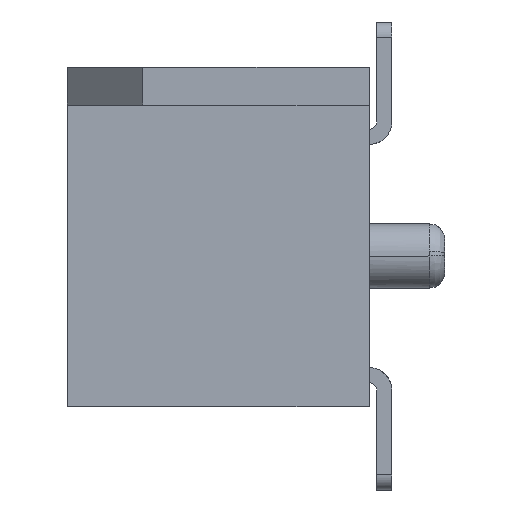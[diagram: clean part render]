
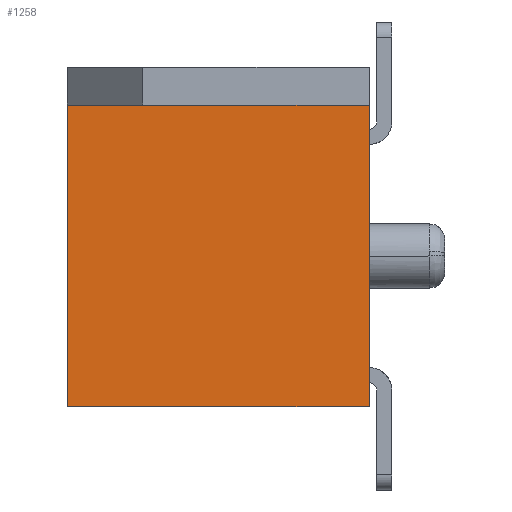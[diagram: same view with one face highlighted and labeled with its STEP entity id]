
A CAD part, left-side view. The second image highlights one B-rep face of the part: STEP entity #1258.
In plain terms, the highlighted planar face has unit normal (-1, 0, 0).
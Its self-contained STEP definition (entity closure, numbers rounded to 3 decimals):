
#1188=CARTESIAN_POINT('',(8.,3.,-2.25));
#1189=DIRECTION('',(0.,0.,1.));
#1190=DIRECTION('',(-1.,0.,0.));
#1191=AXIS2_PLACEMENT_3D('',#1188,#1190,#1189);
#1192=PLANE('',#1191);
#1193=CARTESIAN_POINT('',(8.,5.,-0.25));
#1194=VERTEX_POINT('',#1193);
#1195=CARTESIAN_POINT('',(8.,5.,-4.25));
#1196=VERTEX_POINT('',#1195);
#1197=CARTESIAN_POINT('',(8.,5.,-0.25));
#1198=CARTESIAN_POINT('',(8.,5.,-1.05));
#1199=CARTESIAN_POINT('',(8.,5.,-1.85));
#1200=CARTESIAN_POINT('',(8.,5.,-2.65));
#1201=CARTESIAN_POINT('',(8.,5.,-3.45));
#1202=CARTESIAN_POINT('',(8.,5.,-4.25));
#1203=B_SPLINE_CURVE_WITH_KNOTS('',5,(#1197,#1198,#1199,#1200,#1201,#1202),.UNSPECIFIED.,.F.,.U.,(6,6),(0.,4.),.UNSPECIFIED.);
#1204=EDGE_CURVE('',#1194,#1196,#1203,.T.);
#1205=ORIENTED_EDGE('',*,*,#1204,.T.);
#1206=CARTESIAN_POINT('',(8.,1.,-4.25));
#1207=VERTEX_POINT('',#1206);
#1208=CARTESIAN_POINT('',(8.,5.,-4.25));
#1209=CARTESIAN_POINT('',(8.,4.2,-4.25));
#1210=CARTESIAN_POINT('',(8.,3.4,-4.25));
#1211=CARTESIAN_POINT('',(8.,2.6,-4.25));
#1212=CARTESIAN_POINT('',(8.,1.8,-4.25));
#1213=CARTESIAN_POINT('',(8.,1.,-4.25));
#1214=B_SPLINE_CURVE_WITH_KNOTS('',5,(#1208,#1209,#1210,#1211,#1212,#1213),.UNSPECIFIED.,.F.,.U.,(6,6),(0.,4.),.UNSPECIFIED.);
#1215=EDGE_CURVE('',#1196,#1207,#1214,.T.);
#1216=ORIENTED_EDGE('',*,*,#1215,.T.);
#1217=CARTESIAN_POINT('',(8.,1.,-4.075));
#1218=VERTEX_POINT('',#1217);
#1219=CARTESIAN_POINT('',(8.,1.,-4.25));
#1220=CARTESIAN_POINT('',(8.,1.,-4.215));
#1221=CARTESIAN_POINT('',(8.,1.,-4.18));
#1222=CARTESIAN_POINT('',(8.,1.,-4.145));
#1223=CARTESIAN_POINT('',(8.,1.,-4.11));
#1224=CARTESIAN_POINT('',(8.,1.,-4.075));
#1225=B_SPLINE_CURVE_WITH_KNOTS('',5,(#1219,#1220,#1221,#1222,#1223,#1224),.UNSPECIFIED.,.F.,.U.,(6,6),(0.,0.175),.UNSPECIFIED.);
#1226=EDGE_CURVE('',#1207,#1218,#1225,.T.);
#1227=ORIENTED_EDGE('',*,*,#1226,.T.);
#1228=CARTESIAN_POINT('',(8.,1.,-0.425));
#1229=VERTEX_POINT('',#1228);
#1230=CARTESIAN_POINT('',(8.,1.,-0.425));
#1231=DIRECTION('',(0.,0.,-1.));
#1232=VECTOR('',#1231,3.65);
#1233=LINE('',#1230,#1232);
#1234=EDGE_CURVE('',#1229,#1218,#1233,.T.);
#1235=ORIENTED_EDGE('',*,*,#1234,.F.);
#1236=CARTESIAN_POINT('',(8.,1.,-0.25));
#1237=VERTEX_POINT('',#1236);
#1238=CARTESIAN_POINT('',(8.,1.,-0.25));
#1239=CARTESIAN_POINT('',(8.,1.,-0.285));
#1240=CARTESIAN_POINT('',(8.,1.,-0.32));
#1241=CARTESIAN_POINT('',(8.,1.,-0.355));
#1242=CARTESIAN_POINT('',(8.,1.,-0.39));
#1243=CARTESIAN_POINT('',(8.,1.,-0.425));
#1244=B_SPLINE_CURVE_WITH_KNOTS('',5,(#1238,#1239,#1240,#1241,#1242,#1243),.UNSPECIFIED.,.F.,.U.,(6,6),(0.,0.175),.UNSPECIFIED.);
#1245=EDGE_CURVE('',#1237,#1229,#1244,.T.);
#1246=ORIENTED_EDGE('',*,*,#1245,.F.);
#1247=CARTESIAN_POINT('',(8.,1.,-0.25));
#1248=CARTESIAN_POINT('',(8.,1.8,-0.25));
#1249=CARTESIAN_POINT('',(8.,2.6,-0.25));
#1250=CARTESIAN_POINT('',(8.,3.4,-0.25));
#1251=CARTESIAN_POINT('',(8.,4.2,-0.25));
#1252=CARTESIAN_POINT('',(8.,5.,-0.25));
#1253=B_SPLINE_CURVE_WITH_KNOTS('',5,(#1247,#1248,#1249,#1250,#1251,#1252),.UNSPECIFIED.,.F.,.U.,(6,6),(0.,4.),.UNSPECIFIED.);
#1254=EDGE_CURVE('',#1237,#1194,#1253,.T.);
#1255=ORIENTED_EDGE('',*,*,#1254,.T.);
#1256=EDGE_LOOP('',(#1205,#1216,#1227,#1235,#1246,#1255));
#1257=FACE_OUTER_BOUND('',#1256,.T.);
#1258=ADVANCED_FACE('',(#1257),#1192,.T.);
